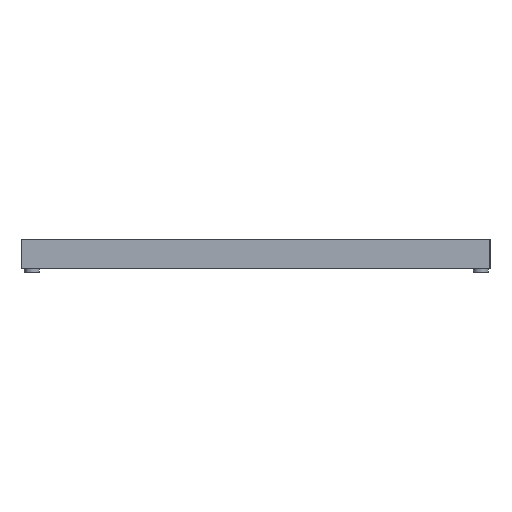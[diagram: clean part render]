
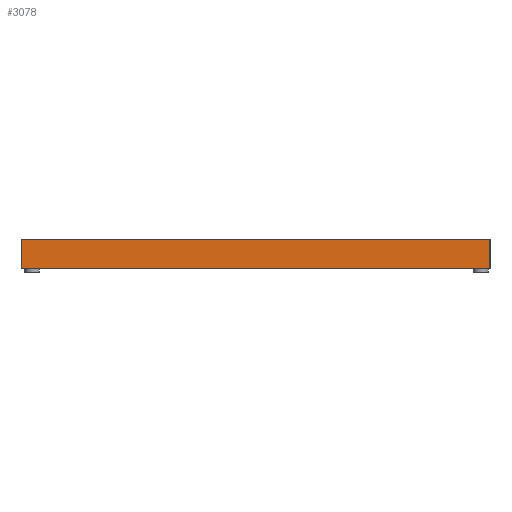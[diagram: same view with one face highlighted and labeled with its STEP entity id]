
A CAD part, left-side view. The second image highlights one B-rep face of the part: STEP entity #3078.
In plain terms, the highlighted planar face has unit normal (-1, 0, 0).
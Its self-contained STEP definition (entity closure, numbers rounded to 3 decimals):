
#285=FACE_OUTER_BOUND('',#465,.T.);
#465=EDGE_LOOP('',(#2789,#2790,#2791,#2792));
#788=LINE('',#5168,#1129);
#805=LINE('',#5204,#1146);
#806=LINE('',#5212,#1147);
#809=LINE('',#5216,#1150);
#1129=VECTOR('',#3908,10.);
#1146=VECTOR('',#3947,10.);
#1147=VECTOR('',#3960,10.);
#1150=VECTOR('',#3965,10.);
#1486=VERTEX_POINT('',#5165);
#1487=VERTEX_POINT('',#5167);
#1493=VERTEX_POINT('',#5198);
#1495=VERTEX_POINT('',#5202);
#1908=EDGE_CURVE('',#1487,#1486,#788,.T.);
#1926=EDGE_CURVE('',#1495,#1493,#805,.T.);
#1929=EDGE_CURVE('',#1486,#1493,#806,.T.);
#1932=EDGE_CURVE('',#1487,#1495,#809,.T.);
#2789=ORIENTED_EDGE('',*,*,#1926,.F.);
#2790=ORIENTED_EDGE('',*,*,#1932,.F.);
#2791=ORIENTED_EDGE('',*,*,#1908,.T.);
#2792=ORIENTED_EDGE('',*,*,#1929,.T.);
#2921=PLANE('',#3277);
#3078=ADVANCED_FACE('',(#285),#2921,.T.);
#3277=AXIS2_PLACEMENT_3D('',#5217,#3966,#3967);
#3908=DIRECTION('',(0.,1.,0.));
#3947=DIRECTION('',(0.,1.,0.));
#3960=DIRECTION('',(0.,0.,-1.));
#3965=DIRECTION('',(0.,0.,-1.));
#3966=DIRECTION('center_axis',(-1.,0.,0.));
#3967=DIRECTION('ref_axis',(0.,0.,
1.));
#5165=CARTESIAN_POINT('',(-162.312,61.103,17.701));
#5167=CARTESIAN_POINT('',(-162.312,-67.97,17.701));
#5168=CARTESIAN_POINT('',(-162.312,-67.97,17.701));
#5198=CARTESIAN_POINT('',(-162.312,61.103,9.701));
#5202=CARTESIAN_POINT('',(-162.312,-67.97,9.701));
#5204=CARTESIAN_POINT('',(-162.312,-3.433,9.701));
#5212=CARTESIAN_POINT('',(-162.312,61.103,12.701));
#5216=CARTESIAN_POINT('',(-162.312,-67.97,12.701));
#5217=CARTESIAN_POINT('Origin',(-162.312,-67.97,5.701));
